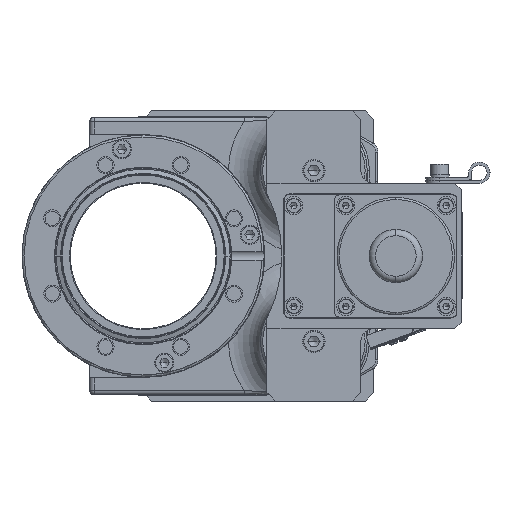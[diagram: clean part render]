
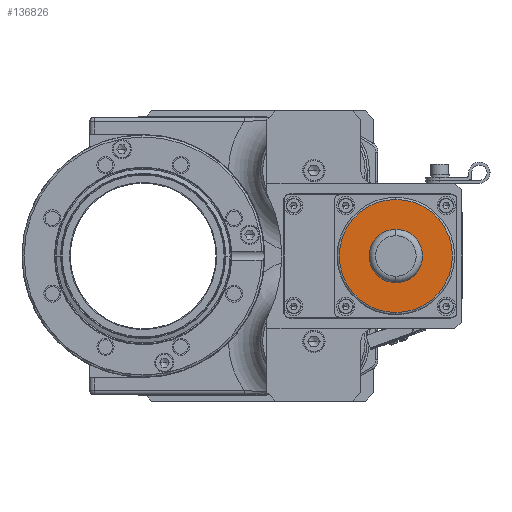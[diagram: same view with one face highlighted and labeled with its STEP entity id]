
A CAD part, front view. The second image highlights one B-rep face of the part: STEP entity #136826.
In plain terms, the highlighted planar face has unit normal (0, -1, 0).
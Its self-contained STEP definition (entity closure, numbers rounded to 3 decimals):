
#32267=CARTESIAN_POINT('',(118.4,-349.5,0.));
#32268=DIRECTION('',(0.,1.,0.));
#32269=DIRECTION('',(0.,0.,1.));
#32270=AXIS2_PLACEMENT_3D('',#32267,#32268,#32269);
#32272=CARTESIAN_POINT('',(118.4,-349.5,0.));
#32273=DIRECTION('',(0.,1.,0.));
#32274=DIRECTION('',(0.,0.,-1.));
#32275=AXIS2_PLACEMENT_3D('',#32272,#32273,#32274);
#32277=CARTESIAN_POINT('',(118.4,-349.5,0.));
#32278=DIRECTION('',(0.,-1.,0.));
#32279=DIRECTION('',(0.,0.,1.));
#32280=AXIS2_PLACEMENT_3D('',#32277,#32278,#32279);
#32282=CARTESIAN_POINT('',(118.4,-349.5,0.));
#32283=DIRECTION('',(0.,-1.,0.));
#32284=DIRECTION('',(0.,0.,-1.));
#32285=AXIS2_PLACEMENT_3D('',#32282,#32283,#32284);
#80973=CARTESIAN_POINT('',(118.4,-349.5,-26.5));
#80974=VERTEX_POINT('',#80973);
#80975=CARTESIAN_POINT('',(118.4,-349.5,3.175));
#80976=CARTESIAN_POINT('',(118.4,-349.5,-3.175));
#80977=VERTEX_POINT('',#80975);
#80978=VERTEX_POINT('',#80976);
#80979=CARTESIAN_POINT('',(118.4,-349.5,26.5));
#80980=VERTEX_POINT('',#80979);
#136810=CARTESIAN_POINT('',(118.4,-349.5,0.));
#136811=DIRECTION('',(0.,1.,0.));
#136812=DIRECTION('',(0.,0.,1.));
#136813=AXIS2_PLACEMENT_3D('',#136810,#136811,#136812);
#136814=PLANE('',#136813);
#136815=ORIENTED_EDGE('',*,*,#136798,.T.);
#136817=ORIENTED_EDGE('',*,*,#136816,.T.);
#136818=EDGE_LOOP('',(#136815,#136817));
#136819=FACE_OUTER_BOUND('',#136818,.F.);
#136821=ORIENTED_EDGE('',*,*,#136820,.T.);
#136823=ORIENTED_EDGE('',*,*,#136822,.T.);
#136824=EDGE_LOOP('',(#136821,#136823));
#136825=FACE_BOUND('',#136824,.F.);
#32271=CIRCLE('',#32270,26.5);
#32276=CIRCLE('',#32275,26.5);
#32281=CIRCLE('',#32280,3.175);
#32286=CIRCLE('',#32285,3.175);
#136798=EDGE_CURVE('',#80980,#80974,#32271,.T.);
#136816=EDGE_CURVE('',#80974,#80980,#32276,.T.);
#136820=EDGE_CURVE('',#80977,#80978,#32281,.T.);
#136822=EDGE_CURVE('',#80978,#80977,#32286,.T.);
#136826=ADVANCED_FACE('',(#136819,#136825),#136814,.F.);
